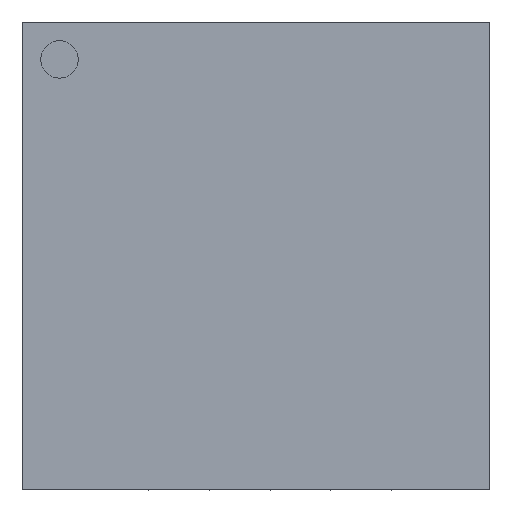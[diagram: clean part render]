
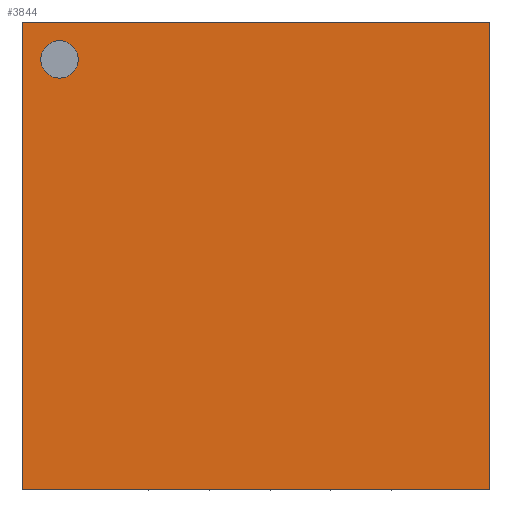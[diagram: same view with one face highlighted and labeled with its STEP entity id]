
A CAD part, top view. The second image highlights one B-rep face of the part: STEP entity #3844.
In plain terms, the highlighted planar face has unit normal (0, 0, 1).
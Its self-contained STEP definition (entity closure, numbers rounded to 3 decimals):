
#14=FACE_BOUND('',#414,.T.);
#16=CIRCLE('',#4100,0.2);
#188=FACE_OUTER_BOUND('',#413,.T.);
#413=EDGE_LOOP('',(#3096,#3097,#3098,#3099));
#414=EDGE_LOOP('',(#3100));
#843=LINE('',#5890,#1367);
#866=LINE('',#5929,#1390);
#881=LINE('',#5954,#1405);
#900=LINE('',#5986,#1424);
#1367=VECTOR('',#4779,1000.);
#1390=VECTOR('',#4804,1000.);
#1405=VECTOR('',#4821,1000.);
#1424=VECTOR('',#4842,1000.);
#1720=VERTEX_POINT('',#5697);
#1813=VERTEX_POINT('',#5887);
#1814=VERTEX_POINT('',#5889);
#1828=VERTEX_POINT('',#5926);
#1829=VERTEX_POINT('',#5928);
#2150=EDGE_CURVE('',#1720,#1720,#16,.T.);
#2245=EDGE_CURVE('',#1814,#1813,#843,.T.);
#2268=EDGE_CURVE('',#1829,#1828,#866,.T.);
#2283=EDGE_CURVE('',#1813,#1829,#881,.T.);
#2302=EDGE_CURVE('',#1828,#1814,#900,.T.);
#3096=ORIENTED_EDGE('',*,*,#2302,.T.);
#3097=ORIENTED_EDGE('',*,*,#2245,.T.);
#3098=ORIENTED_EDGE('',*,*,#2283,.T.);
#3099=ORIENTED_EDGE('',*,*,#2268,.T.);
#3100=ORIENTED_EDGE('',*,*,#2150,.F.);
#3621=PLANE('',#4106);
#3844=ADVANCED_FACE('',(#188,#14),#3621,.T.);
#4100=AXIS2_PLACEMENT_3D('',#5699,#4679,#4680);
#4106=AXIS2_PLACEMENT_3D('',#5995,#4848,#4849);
#4679=DIRECTION('center_axis',(0.,0.,1.));
#4680=DIRECTION('ref_axis',(0.,-1.,0.));
#4779=DIRECTION('',(0.,-1.,0.));
#4804=DIRECTION('',(0.,1.,0.));
#4821=DIRECTION('',(1.,0.,0.));
#4842=DIRECTION('',(-1.,0.,0.));
#4848=DIRECTION('center_axis',(0.,0.,1.));
#4849=DIRECTION('ref_axis',(0.,-1.,0.));
#5697=CARTESIAN_POINT('',(-2.1,2.374,0.8));
#5699=CARTESIAN_POINT('Origin',(-2.1,2.174,0.8));
#5887=CARTESIAN_POINT('',(-2.5,-2.426,0.8));
#5889=CARTESIAN_POINT('',(-2.5,2.574,0.8));
#5890=CARTESIAN_POINT('',(-2.5,-2.426,0.8));
#5926=CARTESIAN_POINT('',(2.5,2.574,0.8));
#5928=CARTESIAN_POINT('',(2.5,-2.426,0.8));
#5929=CARTESIAN_POINT('',(2.5,-2.426,0.8));
#5954=CARTESIAN_POINT('',(2.5,-2.426,0.8));
#5986=CARTESIAN_POINT('',(2.5,2.574,0.8));
#5995=CARTESIAN_POINT('Origin',(0.,0.074,0.8));
